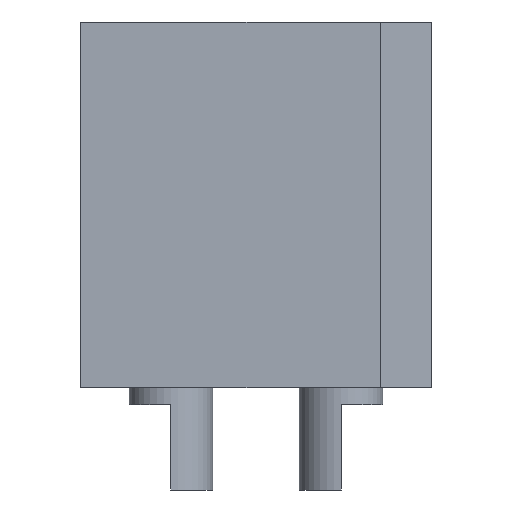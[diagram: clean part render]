
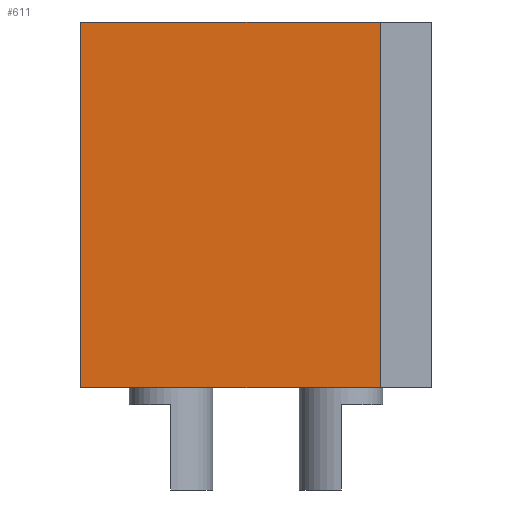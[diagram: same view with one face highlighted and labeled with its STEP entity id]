
A CAD part, front view. The second image highlights one B-rep face of the part: STEP entity #611.
In plain terms, the highlighted planar face has unit normal (0, -1, 0).
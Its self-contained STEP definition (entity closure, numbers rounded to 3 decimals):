
#39=PLANE('',#681);
#73=LINE('',#974,#131);
#96=LINE('',#1020,#154);
#97=LINE('',#1022,#155);
#98=LINE('',#1023,#156);
#131=VECTOR('',#801,10.);
#154=VECTOR('',#844,10.);
#155=VECTOR('',#845,10.);
#156=VECTOR('',#846,10.);
#193=FACE_OUTER_BOUND('',#228,.T.);
#228=EDGE_LOOP('',(#523,#524,#525,#526));
#300=VERTEX_POINT('',#971);
#301=VERTEX_POINT('',#973);
#314=VERTEX_POINT('',#1019);
#315=VERTEX_POINT('',#1021);
#369=EDGE_CURVE('',#301,#300,#73,.T.);
#392=EDGE_CURVE('',#314,#300,#96,.T.);
#393=EDGE_CURVE('',#315,#314,#97,.T.);
#394=EDGE_CURVE('',#301,#315,#98,.T.);
#523=ORIENTED_EDGE('',*,*,#369,.T.);
#524=ORIENTED_EDGE('',*,*,#392,.F.);
#525=ORIENTED_EDGE('',*,*,#393,.F.);
#526=ORIENTED_EDGE('',*,*,#394,.F.);
#611=ADVANCED_FACE('',(#193),#39,.T.);
#681=AXIS2_PLACEMENT_3D('',#1018,#842,#843);
#801=DIRECTION('',(0.,0.,1.));
#842=DIRECTION('center_axis',(0.,-1.,0.));
#843=DIRECTION('ref_axis',(1.,0.,0.));
#844=DIRECTION('',(1.,0.,0.));
#845=DIRECTION('',(0.,0.,1.));
#846=DIRECTION('',(-1.,0.,0.));
#971=CARTESIAN_POINT('',(1.15,-2.6,10.75));
#973=CARTESIAN_POINT('',(1.15,-2.6,0.));
#974=CARTESIAN_POINT('',(1.15,-2.6,0.));
#1018=CARTESIAN_POINT('Origin',(-7.65,-2.6,0.));
#1019=CARTESIAN_POINT('',(-7.65,-2.6,10.75));
#1020=CARTESIAN_POINT('',(1.15,-2.6,10.75));
#1021=CARTESIAN_POINT('',(-7.65,-2.6,0.));
#1022=CARTESIAN_POINT('',(-7.65,-2.6,0.));
#1023=CARTESIAN_POINT('',(1.15,-2.6,0.));
